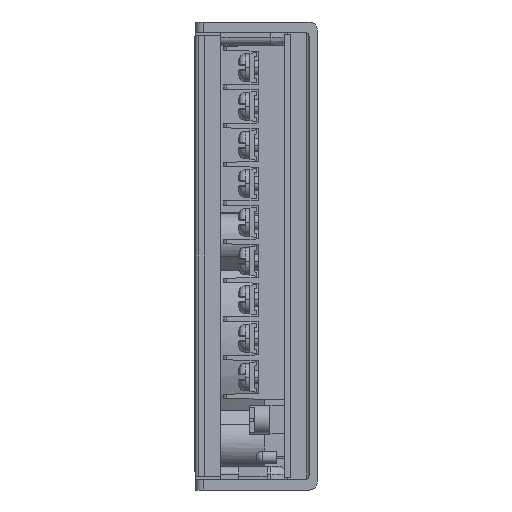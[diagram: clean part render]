
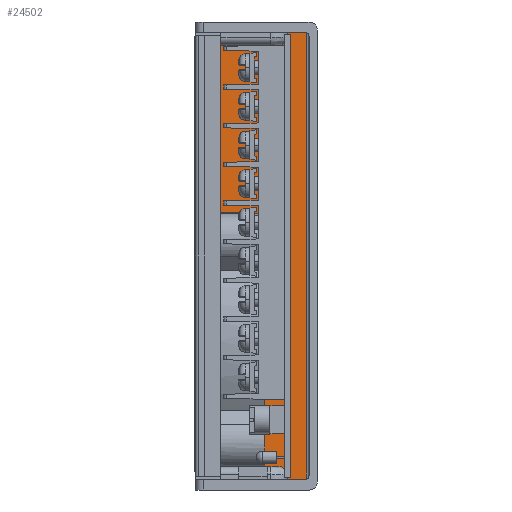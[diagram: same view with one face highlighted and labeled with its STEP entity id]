
A CAD part, left-side view. The second image highlights one B-rep face of the part: STEP entity #24502.
In plain terms, the highlighted planar face has unit normal (-1, 0, 0).
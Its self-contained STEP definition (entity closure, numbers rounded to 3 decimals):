
#791=CARTESIAN_POINT('',(-2.,2.6,111.79));
#792=CARTESIAN_POINT('',(-2.,2.738,111.821));
#793=CARTESIAN_POINT('',(-2.,3.187,111.9));
#794=CARTESIAN_POINT('',(-2.,4.299,111.833));
#795=CARTESIAN_POINT('',(-2.,5.932,111.855));
#796=CARTESIAN_POINT('',(-2.,8.529,111.848));
#797=CARTESIAN_POINT('',(-2.,11.78,111.857));
#798=CARTESIAN_POINT('',(-2.,19.152,111.86));
#799=CARTESIAN_POINT('',(-2.,25.226,111.859));
#800=CARTESIAN_POINT('',(-2.,30.,111.859));
#802=DIRECTION('',(0.,1.,0.));
#803=VECTOR('',#802,1.5);
#804=CARTESIAN_POINT('',(-2.,6.5,2.5));
#805=LINE('',#804,#803);
#806=DIRECTION('',(0.,0.,-1.));
#807=VECTOR('',#806,109.);
#808=CARTESIAN_POINT('',(-2.,6.5,111.5));
#809=LINE('',#808,#807);
#810=DIRECTION('',(0.,-1.,0.));
#811=VECTOR('',#810,1.5);
#812=CARTESIAN_POINT('',(-2.,8.,111.5));
#813=LINE('',#812,#811);
#814=DIRECTION('',(0.,0.,1.));
#815=VECTOR('',#814,109.);
#816=CARTESIAN_POINT('',(-2.,8.,2.5));
#817=LINE('',#816,#815);
#818=DIRECTION('',(0.,-1.,0.));
#819=VECTOR('',#818,5.5);
#820=CARTESIAN_POINT('',(-2.,29.25,111.15));
#821=LINE('',#820,#819);
#822=DIRECTION('',(0.,0.,-1.));
#823=VECTOR('',#822,108.3);
#824=CARTESIAN_POINT('',(-2.,29.25,111.15));
#825=LINE('',#824,#823);
#826=DIRECTION('',(0.,-1.,0.));
#827=VECTOR('',#826,5.5);
#828=CARTESIAN_POINT('',(-2.,29.25,2.85));
#829=LINE('',#828,#827);
#830=DIRECTION('',(0.,0.,-1.));
#831=VECTOR('',#830,108.3);
#832=CARTESIAN_POINT('',(-2.,23.75,111.15));
#833=LINE('',#832,#831);
#849=DIRECTION('',(0.,0.,1.));
#850=VECTOR('',#849,109.659);
#851=CARTESIAN_POINT('',(-2.,30.,2.2));
#852=LINE('',#851,#850);
#865=DIRECTION('',(0.,1.,0.));
#866=VECTOR('',#865,27.4);
#867=CARTESIAN_POINT('',(-2.,2.6,2.2));
#868=LINE('',#867,#866);
#10240=DIRECTION('',(0.,0.,-1.));
#10241=VECTOR('',#10240,109.59);
#10242=CARTESIAN_POINT('',(-2.,2.6,111.79));
#10243=LINE('',#10242,#10241);
#18921=CARTESIAN_POINT('',(-2.,2.6,111.79));
#18922=CARTESIAN_POINT('',(-2.,2.6,2.2));
#18923=VERTEX_POINT('',#18921);
#18924=VERTEX_POINT('',#18922);
#18926=CARTESIAN_POINT('',(-2.,30.,2.2));
#18927=VERTEX_POINT('',#18926);
#18928=CARTESIAN_POINT('',(-2.,30.,111.859));
#18929=VERTEX_POINT('',#18928);
#22692=CARTESIAN_POINT('',(-2.,6.5,2.5));
#22693=CARTESIAN_POINT('',(-2.,8.,2.5));
#22694=VERTEX_POINT('',#22692);
#22695=VERTEX_POINT('',#22693);
#22696=CARTESIAN_POINT('',(-2.,8.,111.5));
#22697=VERTEX_POINT('',#22696);
#22698=CARTESIAN_POINT('',(-2.,6.5,111.5));
#22699=VERTEX_POINT('',#22698);
#22740=CARTESIAN_POINT('',(-2.,29.25,111.15));
#22741=CARTESIAN_POINT('',(-2.,23.75,111.15));
#22742=VERTEX_POINT('',#22740);
#22743=VERTEX_POINT('',#22741);
#22744=CARTESIAN_POINT('',(-2.,23.75,2.85));
#22745=VERTEX_POINT('',#22744);
#22746=CARTESIAN_POINT('',(-2.,29.25,2.85));
#22747=VERTEX_POINT('',#22746);
#24469=CARTESIAN_POINT('',(-2.,0.,57.));
#24470=DIRECTION('',(1.,0.,0.));
#24471=DIRECTION('',(0.,1.,0.));
#24472=AXIS2_PLACEMENT_3D('',#24469,#24470,#24471);
#24473=PLANE('',#24472);
#24475=ORIENTED_EDGE('',*,*,#24474,.F.);
#24477=ORIENTED_EDGE('',*,*,#24476,.T.);
#24479=ORIENTED_EDGE('',*,*,#24478,.T.);
#24481=ORIENTED_EDGE('',*,*,#24480,.T.);
#24482=EDGE_LOOP('',(#24475,#24477,#24479,#24481));
#24483=FACE_OUTER_BOUND('',#24482,.F.);
#24485=ORIENTED_EDGE('',*,*,#24484,.F.);
#24487=ORIENTED_EDGE('',*,*,#24486,.F.);
#24488=ORIENTED_EDGE('',*,*,#24453,.F.);
#24489=ORIENTED_EDGE('',*,*,#23624,.F.);
#24490=EDGE_LOOP('',(#24485,#24487,#24488,#24489));
#24491=FACE_BOUND('',#24490,.F.);
#24493=ORIENTED_EDGE('',*,*,#24492,.F.);
#24495=ORIENTED_EDGE('',*,*,#24494,.T.);
#24497=ORIENTED_EDGE('',*,*,#24496,.T.);
#24499=ORIENTED_EDGE('',*,*,#24498,.F.);
#24500=EDGE_LOOP('',(#24493,#24495,#24497,#24499));
#24501=FACE_BOUND('',#24500,.F.);
#24502=ADVANCED_FACE('',(#24483,#24491,#24501),#24473,.F.);
#801=B_SPLINE_CURVE_WITH_KNOTS('',3,(#791,#792,#793,#794,#795,#796,#797,#798,
#799,#800),.UNSPECIFIED.,.F.,.F.,(4,1,1,1,1,1,1,4),(0.,0.016,
0.051,0.123,0.194,0.336,
0.478,1.),.UNSPECIFIED.);
#23624=EDGE_CURVE('',#22695,#22697,#817,.T.);
#24453=EDGE_CURVE('',#22697,#22699,#813,.T.);
#24474=EDGE_CURVE('',#18923,#18929,#801,.T.);
#24476=EDGE_CURVE('',#18923,#18924,#10243,.T.);
#24478=EDGE_CURVE('',#18924,#18927,#868,.T.);
#24480=EDGE_CURVE('',#18927,#18929,#852,.T.);
#24484=EDGE_CURVE('',#22694,#22695,#805,.T.);
#24486=EDGE_CURVE('',#22699,#22694,#809,.T.);
#24492=EDGE_CURVE('',#22742,#22743,#821,.T.);
#24494=EDGE_CURVE('',#22742,#22747,#825,.T.);
#24496=EDGE_CURVE('',#22747,#22745,#829,.T.);
#24498=EDGE_CURVE('',#22743,#22745,#833,.T.);
